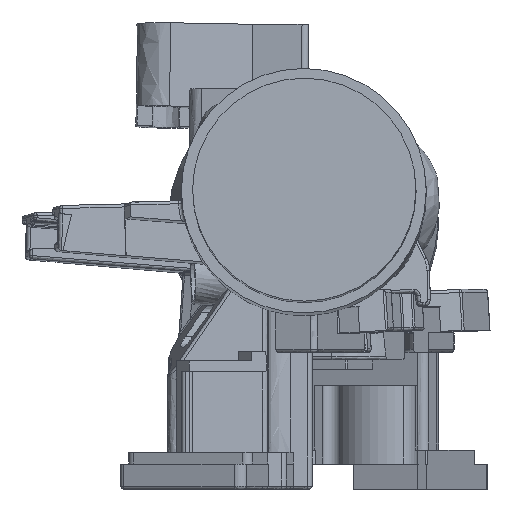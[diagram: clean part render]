
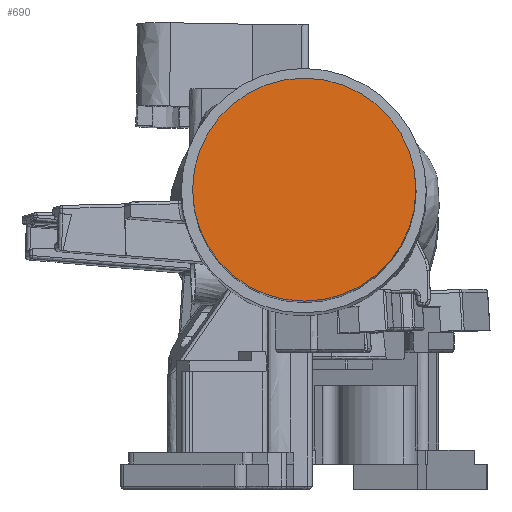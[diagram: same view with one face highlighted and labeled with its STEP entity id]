
A CAD part, left-side view. The second image highlights one B-rep face of the part: STEP entity #690.
In plain terms, the highlighted free-form (B-spline) face has degree [1, 1] with [2, 2] control points.
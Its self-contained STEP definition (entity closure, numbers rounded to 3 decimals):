
#690=ADVANCED_FACE('',(#2013),#2014,.T.);
#2013=FACE_OUTER_BOUND('',#16707,.T.);
#2014=B_SPLINE_SURFACE_WITH_KNOTS('',1,1,((#16708,#16709),(#16710,#16711)),.UNSPECIFIED.,.F.,.F.,.F.,(2,2),(2,2),(0.0,1.0),(0.0,1.0),.UNSPECIFIED.);
#16707=EDGE_LOOP('',(#21094));
#16708=CARTESIAN_POINT('',(-0.957,-18.016,25.59));
#16709=CARTESIAN_POINT('',(-0.772,17.77,25.579));
#16710=CARTESIAN_POINT('',(1.153,-18.016,61.314));
#16711=CARTESIAN_POINT('',(1.338,17.77,61.303));
#21094=ORIENTED_EDGE('',*,*,#22966,.T.);
#22966=EDGE_CURVE('',#25806,#25806,#25807,.T.);
#25806=VERTEX_POINT('',#34104);
#25807=CIRCLE('',#34105,17.681);
#34104=CARTESIAN_POINT('',(1.233,-0.123,61.097));
#34105=AXIS2_PLACEMENT_3D('',#37035,#37036,#37037);
#37035=CARTESIAN_POINT('',(0.191,-0.123,43.447));
#37036=DIRECTION('',(-0.998,0.005,0.059));
#37037=DIRECTION('',(0.059,0.0,0.998));
